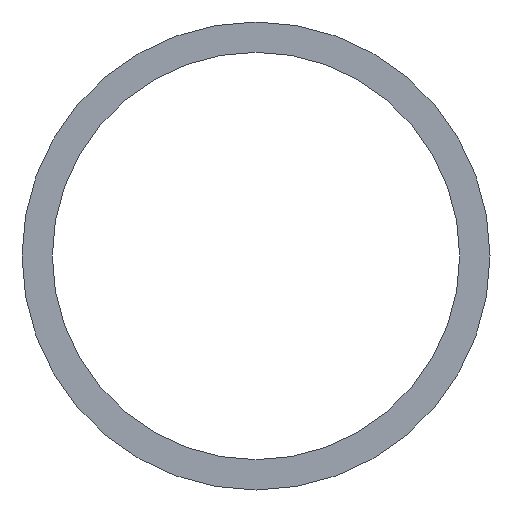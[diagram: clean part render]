
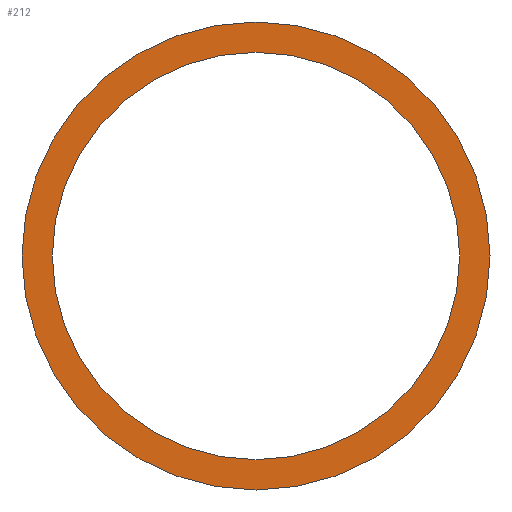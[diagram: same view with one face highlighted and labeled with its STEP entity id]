
A CAD part, front view. The second image highlights one B-rep face of the part: STEP entity #212.
In plain terms, the highlighted planar face has unit normal (0, -1, 0).
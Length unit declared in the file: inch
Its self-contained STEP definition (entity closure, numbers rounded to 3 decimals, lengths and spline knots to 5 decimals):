
#18 = ORIENTED_EDGE ( 'NONE', *, *, #621, .T. ) ;
#39 = CARTESIAN_POINT ( 'NONE',  ( 0., 0., 0. ) ) ;
#40 = DIRECTION ( 'NONE',  ( 0., 1., 0. ) ) ;
#42 = DIRECTION ( 'NONE',  ( 0., 0., 1. ) ) ;
#45 = AXIS2_PLACEMENT_3D ( 'NONE', #556, #576, #610 ) ;
#46 = EDGE_LOOP ( 'NONE', ( #122, #474 ) ) ;
#52 = PLANE ( 'NONE',  #394 ) ;
#63 = VERTEX_POINT ( 'NONE', #187 ) ;
#76 = CIRCLE ( 'NONE', #45, 0.984 ) ;
#90 = CIRCLE ( 'NONE', #582, 0.8565 ) ;
#98 = CARTESIAN_POINT ( 'NONE',  ( 0., 0., 0. ) ) ;
#100 = FACE_OUTER_BOUND ( 'NONE', #46, .T. ) ;
#122 = ORIENTED_EDGE ( 'NONE', *, *, #389, .F. ) ;
#139 = CARTESIAN_POINT ( 'NONE',  ( 0., 0., 0.984 ) ) ;
#159 = ORIENTED_EDGE ( 'NONE', *, *, #439, .T. ) ;
#162 = EDGE_CURVE ( 'NONE', #292, #63, #76, .T. ) ;
#187 = CARTESIAN_POINT ( 'NONE',  ( 0., 0., -0.984 ) ) ;
#193 = CARTESIAN_POINT ( 'NONE',  ( 0., 0., 0. ) ) ;
#212 = ADVANCED_FACE ( 'NONE', ( #100, #413 ), #52, .F. ) ;
#287 = DIRECTION ( 'NONE',  ( 0., 1., 0. ) ) ;
#292 = VERTEX_POINT ( 'NONE', #139 ) ;
#330 = CIRCLE ( 'NONE', #574, 0.984 ) ;
#352 = CARTESIAN_POINT ( 'NONE',  ( 0., 0., 0.8565 ) ) ;
#360 = CIRCLE ( 'NONE', #541, 0.8565 ) ;
#362 = DIRECTION ( 'NONE',  ( 0., 0., 1. ) ) ;
#366 = DIRECTION ( 'NONE',  ( 0., 1., 0. ) ) ;
#376 = CARTESIAN_POINT ( 'NONE',  ( 0., 0., -0.8565 ) ) ;
#389 = EDGE_CURVE ( 'NONE', #63, #292, #330, .T. ) ;
#394 = AXIS2_PLACEMENT_3D ( 'NONE', #581, #418, #404 ) ;
#404 = DIRECTION ( 'NONE',  ( 0., 0., 1. ) ) ;
#413 = FACE_BOUND ( 'NONE', #590, .T. ) ;
#418 = DIRECTION ( 'NONE',  ( 0., 1., 0. ) ) ;
#439 = EDGE_CURVE ( 'NONE', #598, #495, #90, .T. ) ;
#450 = DIRECTION ( 'NONE',  ( 0., 0., 1. ) ) ;
#474 = ORIENTED_EDGE ( 'NONE', *, *, #162, .F. ) ;
#495 = VERTEX_POINT ( 'NONE', #352 ) ;
#541 = AXIS2_PLACEMENT_3D ( 'NONE', #193, #287, #362 ) ;
#556 = CARTESIAN_POINT ( 'NONE',  ( 0., 0., 0. ) ) ;
#574 = AXIS2_PLACEMENT_3D ( 'NONE', #39, #40, #42 ) ;
#576 = DIRECTION ( 'NONE',  ( 0., 1., 0. ) ) ;
#581 = CARTESIAN_POINT ( 'NONE',  ( 0., 0., 0. ) ) ;
#582 = AXIS2_PLACEMENT_3D ( 'NONE', #98, #366, #450 ) ;
#590 = EDGE_LOOP ( 'NONE', ( #159, #18 ) ) ;
#598 = VERTEX_POINT ( 'NONE', #376 ) ;
#610 = DIRECTION ( 'NONE',  ( 0., 0., 1. ) ) ;
#621 = EDGE_CURVE ( 'NONE', #495, #598, #360, .T. ) ;
